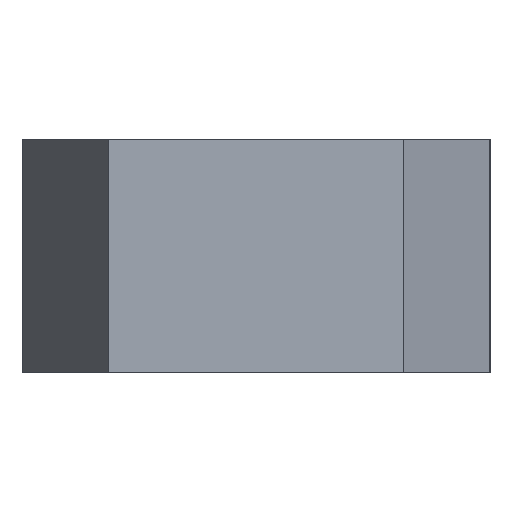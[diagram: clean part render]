
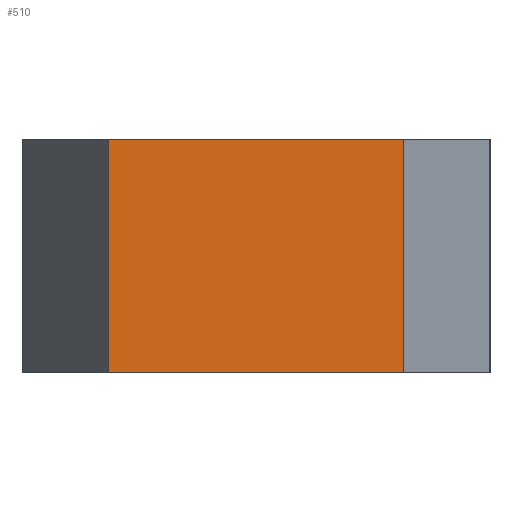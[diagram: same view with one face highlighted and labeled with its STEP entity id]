
A CAD part, left-side view. The second image highlights one B-rep face of the part: STEP entity #510.
In plain terms, the highlighted planar face has unit normal (-1, 0, 0).
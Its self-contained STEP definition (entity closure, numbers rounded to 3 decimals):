
#104 = DIRECTION ( 'NONE',  ( 0., 0., -1. ) ) ;
#106 = EDGE_CURVE ( 'NONE', #524, #685, #289, .T. ) ;
#109 = DIRECTION ( 'NONE',  ( 0., -1., 0. ) ) ;
#150 = ORIENTED_EDGE ( 'NONE', *, *, #650, .F. ) ;
#194 = CARTESIAN_POINT ( 'NONE',  ( -62.5, 12., 19. ) ) ;
#204 = EDGE_LOOP ( 'NONE', ( #659, #231, #150, #208 ) ) ;
#208 = ORIENTED_EDGE ( 'NONE', *, *, #717, .T. ) ;
#220 = CARTESIAN_POINT ( 'NONE',  ( -62.5, -12., 19. ) ) ;
#231 = ORIENTED_EDGE ( 'NONE', *, *, #106, .F. ) ;
#240 = VERTEX_POINT ( 'NONE', #732 ) ;
#244 = AXIS2_PLACEMENT_3D ( 'NONE', #220, #483, #668 ) ;
#266 = FACE_OUTER_BOUND ( 'NONE', #204, .T. ) ;
#270 = EDGE_CURVE ( 'NONE', #240, #685, #595, .T. ) ;
#289 = LINE ( 'NONE', #630, #857 ) ;
#315 = CARTESIAN_POINT ( 'NONE',  ( -62.5, -12., 0. ) ) ;
#351 = CARTESIAN_POINT ( 'NONE',  ( -62.5, -12., 19. ) ) ;
#376 = VECTOR ( 'NONE', #109, 1000. ) ;
#401 = VECTOR ( 'NONE', #596, 1000. ) ;
#405 = CARTESIAN_POINT ( 'NONE',  ( -62.5, -12., 19. ) ) ;
#418 = CARTESIAN_POINT ( 'NONE',  ( -62.5, 12., 19. ) ) ;
#426 = VERTEX_POINT ( 'NONE', #418 ) ;
#483 = DIRECTION ( 'NONE',  ( 1., 0., 0. ) ) ;
#503 = DIRECTION ( 'NONE',  ( 0., -1., 0. ) ) ;
#510 = ADVANCED_FACE ( 'NONE', ( #266 ), #682, .F. ) ;
#524 = VERTEX_POINT ( 'NONE', #405 ) ;
#595 = LINE ( 'NONE', #315, #376 ) ;
#596 = DIRECTION ( 'NONE',  ( 0., 0., -1. ) ) ;
#630 = CARTESIAN_POINT ( 'NONE',  ( -62.5, -12., 19. ) ) ;
#648 = VECTOR ( 'NONE', #503, 1000. ) ;
#650 = EDGE_CURVE ( 'NONE', #426, #524, #694, .T. ) ;
#659 = ORIENTED_EDGE ( 'NONE', *, *, #270, .T. ) ;
#668 = DIRECTION ( 'NONE',  ( 0., 0., -1. ) ) ;
#669 = CARTESIAN_POINT ( 'NONE',  ( -62.5, -12., 0. ) ) ;
#682 = PLANE ( 'NONE',  #244 ) ;
#685 = VERTEX_POINT ( 'NONE', #669 ) ;
#694 = LINE ( 'NONE', #351, #648 ) ;
#717 = EDGE_CURVE ( 'NONE', #426, #240, #811, .T. ) ;
#732 = CARTESIAN_POINT ( 'NONE',  ( -62.5, 12., 0. ) ) ;
#811 = LINE ( 'NONE', #194, #401 ) ;
#857 = VECTOR ( 'NONE', #104, 1000. ) ;
